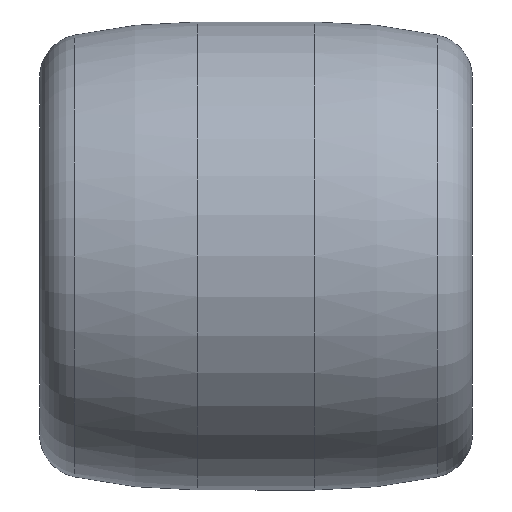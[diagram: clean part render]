
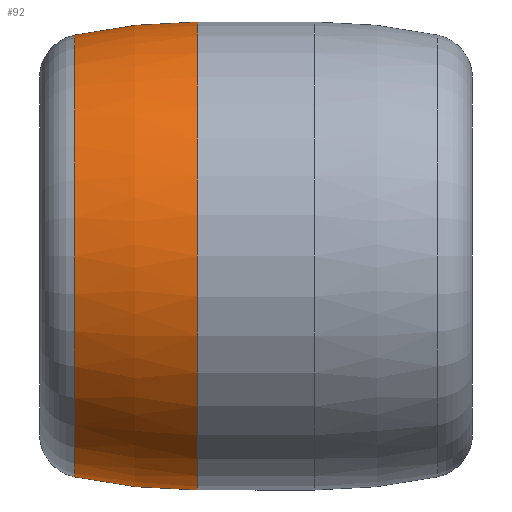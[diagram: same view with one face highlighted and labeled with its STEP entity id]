
A CAD part, front view. The second image highlights one B-rep face of the part: STEP entity #92.
In plain terms, the highlighted toroidal (fillet/blend) face has major radius 60 mm and minor radius 100 mm.
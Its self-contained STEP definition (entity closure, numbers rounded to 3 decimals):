
#12 = CIRCLE ( 'NONE', #52, 40. ) ;
#24 = DIRECTION ( 'NONE',  ( -1., 0., 0. ) ) ;
#50 = DIRECTION ( 'NONE',  ( -1., 0., 0. ) ) ;
#52 = AXIS2_PLACEMENT_3D ( 'NONE', #259, #24, #158 ) ;
#79 = CARTESIAN_POINT ( 'NONE',  ( -31.081, 0., 0. ) ) ;
#92 = ADVANCED_FACE ( 'NONE', ( #233, #301 ), #243, .T. ) ;
#93 = CARTESIAN_POINT ( 'NONE',  ( -31.081, 0., -37.753 ) ) ;
#108 = EDGE_CURVE ( 'NONE', #291, #291, #289, .T. ) ;
#144 = ORIENTED_EDGE ( 'NONE', *, *, #108, .T. ) ;
#145 = AXIS2_PLACEMENT_3D ( 'NONE', #79, #278, #274 ) ;
#156 = DIRECTION ( 'NONE',  ( 0., 0., 1. ) ) ;
#158 = DIRECTION ( 'NONE',  ( 0., 0., 1. ) ) ;
#160 = EDGE_LOOP ( 'NONE', ( #144 ) ) ;
#223 = EDGE_LOOP ( 'NONE', ( #281 ) ) ;
#228 = CARTESIAN_POINT ( 'NONE',  ( -10., 0., 0. ) ) ;
#233 = FACE_OUTER_BOUND ( 'NONE', #160, .T. ) ;
#243 = TOROIDAL_SURFACE ( 'NONE', #300, -60., 100. ) ;
#259 = CARTESIAN_POINT ( 'NONE',  ( -10., 0., 0. ) ) ;
#274 = DIRECTION ( 'NONE',  ( 0., 0., -1. ) ) ;
#278 = DIRECTION ( 'NONE',  ( 1., 0., 0. ) ) ;
#281 = ORIENTED_EDGE ( 'NONE', *, *, #311, .T. ) ;
#289 = CIRCLE ( 'NONE', #145, 37.753 ) ;
#291 = VERTEX_POINT ( 'NONE', #93 ) ;
#300 = AXIS2_PLACEMENT_3D ( 'NONE', #228, #50, #156 ) ;
#301 = FACE_OUTER_BOUND ( 'NONE', #223, .T. ) ;
#309 = CARTESIAN_POINT ( 'NONE',  ( -10., 0., 40. ) ) ;
#311 = EDGE_CURVE ( 'NONE', #316, #316, #12, .T. ) ;
#316 = VERTEX_POINT ( 'NONE', #309 ) ;
